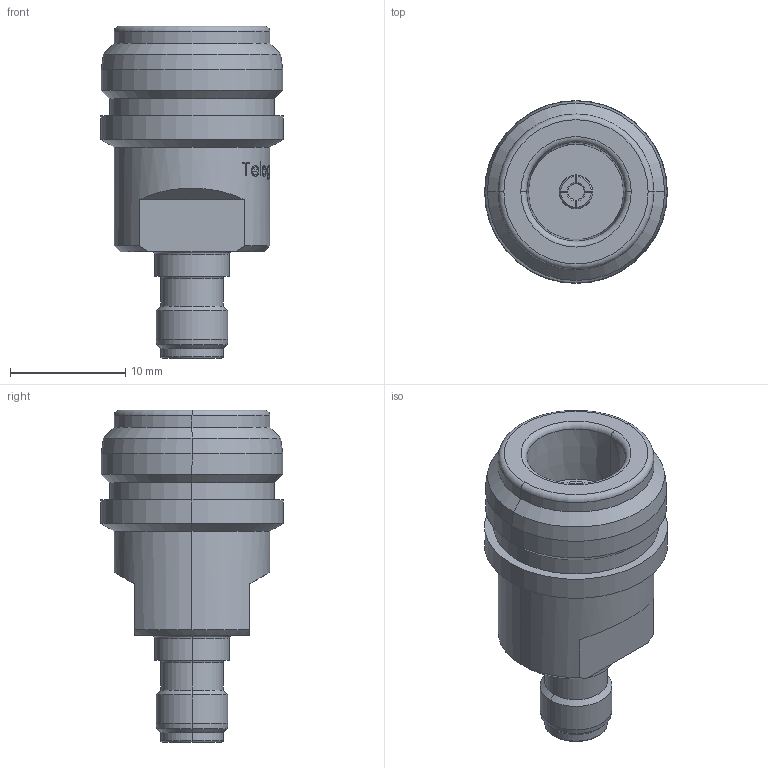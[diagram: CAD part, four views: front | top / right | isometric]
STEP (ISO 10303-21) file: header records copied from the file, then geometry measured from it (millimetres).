
FILE_DESCRIPTION (( 'STEP AP214' ), '1' );
FILE_NAME ('J01027T0017.STEP', '2018-11-19T10:51:15', ( '' ), ( '' ), 'SwSTEP 2.0', 'SolidWorks 2017', '' );
FILE_SCHEMA (( 'AUTOMOTIVE_DESIGN' ));
Length unit declared in the file: millimetre
Products named in the file (1): J01027T0017
Bounding box: 15.85 x 15.85 x 28.78 mm (x, y, z)
Volume: 2944.5 mm3; surface area: 1632.6 mm2
Topology: 1 solids, 1 shells, 268 faces, 677 edges, 439 vertices
Faces by surface type: plane 93, bspline 78, cylinder 56, cone 27, torus 14
Entity records: 13770 total; most frequent: CARTESIAN_POINT 4895, ORIENTED_EDGE 1354, DIRECTION 1008, EDGE_CURVE 677, VERTEX_POINT 439, AXIS2_PLACEMENT_3D 354, LINE 300, VECTOR 300
